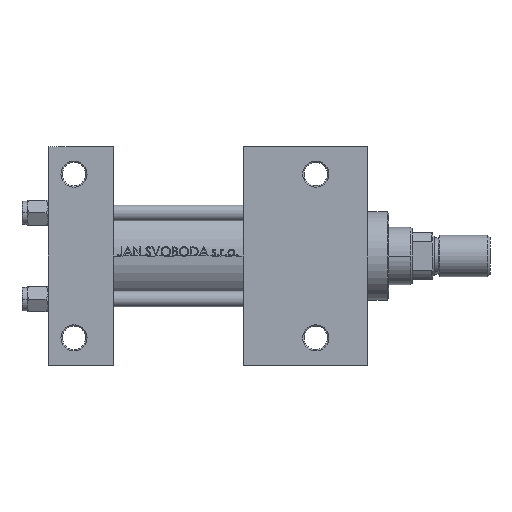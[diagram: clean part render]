
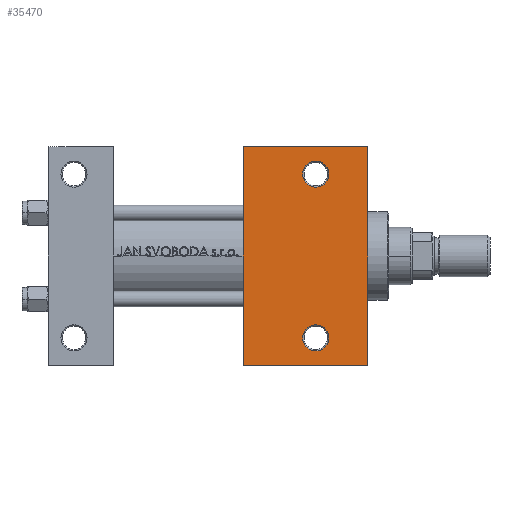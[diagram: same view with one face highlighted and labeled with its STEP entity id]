
A CAD part, front view. The second image highlights one B-rep face of the part: STEP entity #35470.
In plain terms, the highlighted face is planar.
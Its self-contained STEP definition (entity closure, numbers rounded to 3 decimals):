
#697 = CARTESIAN_POINT ( 'NONE',  ( 103., 31.5, -22.5 ) ) ;
#793 = DIRECTION ( 'NONE',  ( 0., 1., 0. ) ) ;
#1303 = CIRCLE ( 'NONE', #7520, 5. ) ;
#1541 = ORIENTED_EDGE ( 'NONE', *, *, #15713, .T. ) ;
#2214 = CARTESIAN_POINT ( 'NONE',  ( 103., 31.5, -22.5 ) ) ;
#2386 = ORIENTED_EDGE ( 'NONE', *, *, #35014, .T. ) ;
#2583 = EDGE_CURVE ( 'NONE', #12183, #3375, #36354, .T. ) ;
#2821 = CARTESIAN_POINT ( 'NONE',  ( 98., 31.5, -22.5 ) ) ;
#3375 = VERTEX_POINT ( 'NONE', #13024 ) ;
#4842 = VECTOR ( 'NONE', #17598, 1000. ) ;
#6324 = CARTESIAN_POINT ( 'NONE',  ( 103., -31.5, -22.5 ) ) ;
#7520 = AXIS2_PLACEMENT_3D ( 'NONE', #41668, #45791, #793 ) ;
#8193 = VERTEX_POINT ( 'NONE', #28946 ) ;
#9725 = DIRECTION ( 'NONE',  ( 0., 1., 0. ) ) ;
#10120 = CARTESIAN_POINT ( 'NONE',  ( 75., 42., -22.5 ) ) ;
#10497 = DIRECTION ( 'NONE',  ( 0., 0., 1. ) ) ;
#10556 = VERTEX_POINT ( 'NONE', #2821 ) ;
#10915 = DIRECTION ( 'NONE',  ( 0., 0., -1. ) ) ;
#11025 = CARTESIAN_POINT ( 'NONE',  ( 108., 31.5, -22.5 ) ) ;
#11405 = CIRCLE ( 'NONE', #46313, 5. ) ;
#11569 = VECTOR ( 'NONE', #33932, 1000. ) ;
#11673 = CARTESIAN_POINT ( 'NONE',  ( 123., 22.5, -22.5 ) ) ;
#12183 = VERTEX_POINT ( 'NONE', #41945 ) ;
#12308 = EDGE_LOOP ( 'NONE', ( #1541, #33593 ) ) ;
#13024 = CARTESIAN_POINT ( 'NONE',  ( 75., -42., -22.5 ) ) ;
#13493 = EDGE_LOOP ( 'NONE', ( #47100, #30276 ) ) ;
#13594 = DIRECTION ( 'NONE',  ( 0., 1., 0. ) ) ;
#13665 = CIRCLE ( 'NONE', #35397, 5. ) ;
#15531 = DIRECTION ( 'NONE',  ( 0., 0., 1. ) ) ;
#15713 = EDGE_CURVE ( 'NONE', #10556, #43390, #13665, .T. ) ;
#16305 = FACE_BOUND ( 'NONE', #12308, .T. ) ;
#16790 = CARTESIAN_POINT ( 'NONE',  ( 98., -31.5, -22.5 ) ) ;
#17045 = DIRECTION ( 'NONE',  ( 0., 1., 0. ) ) ;
#17598 = DIRECTION ( 'NONE',  ( 0., -1., 0. ) ) ;
#17641 = DIRECTION ( 'NONE',  ( 1., 0., 0. ) ) ;
#17711 = PLANE ( 'NONE',  #34513 ) ;
#18126 = LINE ( 'NONE', #10120, #46916 ) ;
#19073 = CARTESIAN_POINT ( 'NONE',  ( 75., -42., -22.5 ) ) ;
#20273 = EDGE_CURVE ( 'NONE', #27599, #8193, #37212, .T. ) ;
#20800 = CIRCLE ( 'NONE', #48012, 5. ) ;
#21015 = CARTESIAN_POINT ( 'NONE',  ( 75., 22.5, -22.5 ) ) ;
#22126 = DIRECTION ( 'NONE',  ( 0., -1., 0. ) ) ;
#22574 = EDGE_CURVE ( 'NONE', #41272, #47226, #20800, .T. ) ;
#23467 = EDGE_CURVE ( 'NONE', #8193, #3375, #37564, .T. ) ;
#25281 = DIRECTION ( 'NONE',  ( 0., 0., 1. ) ) ;
#25676 = ORIENTED_EDGE ( 'NONE', *, *, #20273, .T. ) ;
#26395 = EDGE_LOOP ( 'NONE', ( #32827, #2386, #25676, #44565 ) ) ;
#26731 = CARTESIAN_POINT ( 'NONE',  ( 123., 42., -22.5 ) ) ;
#27599 = VERTEX_POINT ( 'NONE', #26731 ) ;
#28946 = CARTESIAN_POINT ( 'NONE',  ( 123., -42., -22.5 ) ) ;
#30276 = ORIENTED_EDGE ( 'NONE', *, *, #41163, .T. ) ;
#31138 = FACE_BOUND ( 'NONE', #13493, .T. ) ;
#32827 = ORIENTED_EDGE ( 'NONE', *, *, #2583, .F. ) ;
#33593 = ORIENTED_EDGE ( 'NONE', *, *, #40608, .T. ) ;
#33932 = DIRECTION ( 'NONE',  ( -1., 0., 0. ) ) ;
#34513 = AXIS2_PLACEMENT_3D ( 'NONE', #35970, #10915, #13594 ) ;
#35014 = EDGE_CURVE ( 'NONE', #12183, #27599, #18126, .T. ) ;
#35397 = AXIS2_PLACEMENT_3D ( 'NONE', #2214, #10497, #17045 ) ;
#35470 = ADVANCED_FACE ( 'NONE', ( #16305, #31138, #45973 ), #17711, .T. ) ;
#35970 = CARTESIAN_POINT ( 'NONE',  ( 123., 22.5, -22.5 ) ) ;
#36354 = LINE ( 'NONE', #21015, #4842 ) ;
#37212 = LINE ( 'NONE', #11673, #40214 ) ;
#37564 = LINE ( 'NONE', #19073, #11569 ) ;
#40214 = VECTOR ( 'NONE', #22126, 1000. ) ;
#40608 = EDGE_CURVE ( 'NONE', #43390, #10556, #11405, .T. ) ;
#40986 = CARTESIAN_POINT ( 'NONE',  ( 108., -31.5, -22.5 ) ) ;
#41079 = DIRECTION ( 'NONE',  ( 0., 1., 0. ) ) ;
#41163 = EDGE_CURVE ( 'NONE', #47226, #41272, #1303, .T. ) ;
#41272 = VERTEX_POINT ( 'NONE', #16790 ) ;
#41668 = CARTESIAN_POINT ( 'NONE',  ( 103., -31.5, -22.5 ) ) ;
#41945 = CARTESIAN_POINT ( 'NONE',  ( 75., 42., -22.5 ) ) ;
#43390 = VERTEX_POINT ( 'NONE', #11025 ) ;
#44565 = ORIENTED_EDGE ( 'NONE', *, *, #23467, .T. ) ;
#45791 = DIRECTION ( 'NONE',  ( 0., 0., 1. ) ) ;
#45973 = FACE_OUTER_BOUND ( 'NONE', #26395, .T. ) ;
#46313 = AXIS2_PLACEMENT_3D ( 'NONE', #697, #15531, #41079 ) ;
#46916 = VECTOR ( 'NONE', #17641, 1000. ) ;
#47100 = ORIENTED_EDGE ( 'NONE', *, *, #22574, .T. ) ;
#47226 = VERTEX_POINT ( 'NONE', #40986 ) ;
#48012 = AXIS2_PLACEMENT_3D ( 'NONE', #6324, #25281, #9725 ) ;
